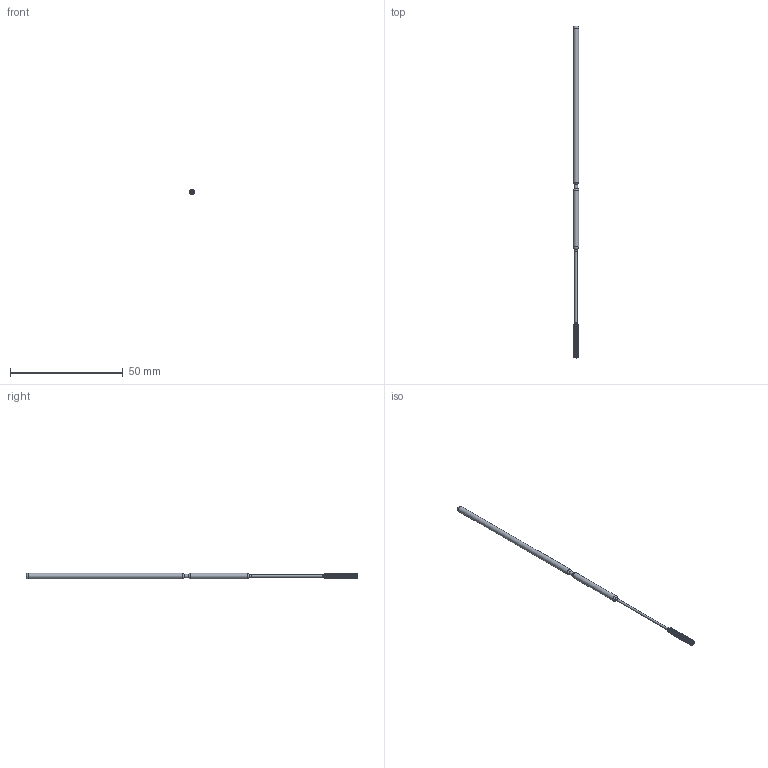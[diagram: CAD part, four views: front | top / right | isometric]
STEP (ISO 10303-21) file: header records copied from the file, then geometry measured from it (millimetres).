
FILE_DESCRIPTION(/* description */ (''),/* implementation_level */ '2;1');
FILE_NAME(/* name */ 'nasopharyngeal_swab_nubs v1.step',/* time_stamp */ '2020-03-21T09:23:48-07:00',/* author */ (''),/* organization */ (''),/* preprocessor_version */ 'ST-DEVELOPER v18',/* originating_system */ 'Autodesk Translation Framework v8.12.0.6',/* authorisation */ '');
FILE_SCHEMA (('AUTOMOTIVE_DESIGN { 1 0 10303 214 3 1 1 }'));
Length unit declared in the file: millimetre
Products named in the file (1): nasopharyngeal_swab_nubs
Bounding box: 2.5 x 147 x 2.5 mm (x, y, z)
Volume: 537.6 mm3; surface area: 1008 mm2
Topology: 2 solids, 2 shells, 423 faces, 1247 edges, 828 vertices
Faces by surface type: bspline 195, plane 94, cone 90, cylinder 30, torus 13, sphere 1
Full cylindrical faces by diameter (mm): 1 x1, 1.5 x15, 2.5 x2
Entity records: 30733 total; most frequent: CARTESIAN_POINT 20637, ORIENTED_EDGE 2538, DIRECTION 1644, EDGE_CURVE 1269, VERTEX_POINT 850, AXIS2_PLACEMENT_3D 757, B_SPLINE_CURVE_WITH_KNOTS 611, CIRCLE 528
